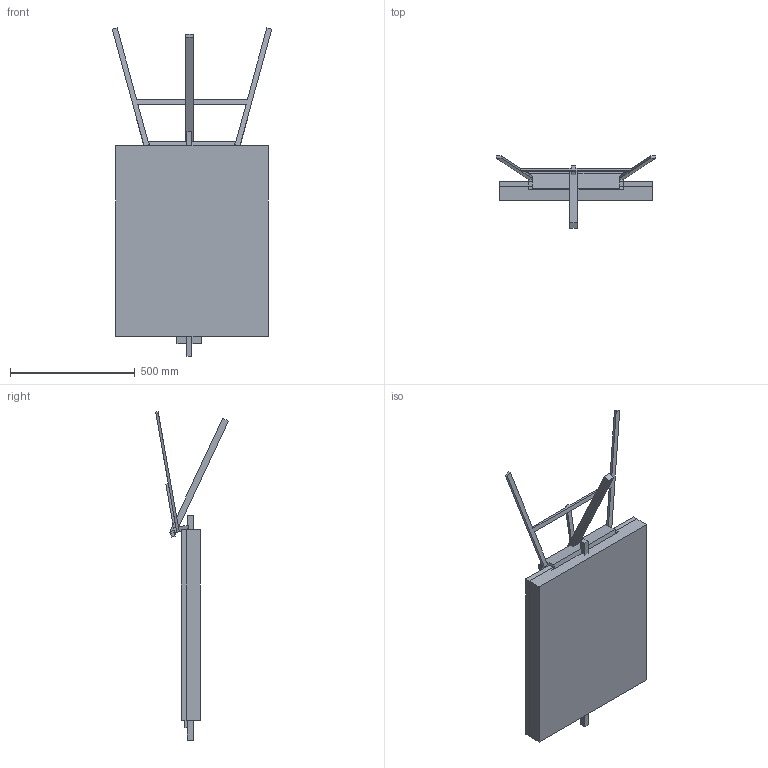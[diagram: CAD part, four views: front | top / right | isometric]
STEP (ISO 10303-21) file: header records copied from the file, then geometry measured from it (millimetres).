
FILE_DESCRIPTION(/* description */ (''),/* implementation_level */ '2;1');
FILE_NAME(/* name */ 'sonic_painting v5.step',/* time_stamp */ '2024-09-17T15:05:54-04:00',/* author */ (''),/* organization */ (''),/* preprocessor_version */ 'ST-DEVELOPER v20',/* originating_system */ 'Autodesk Translation Framework v13.14.0.145',/* authorisation */ '');
FILE_SCHEMA (('AUTOMOTIVE_DESIGN { 1 0 10303 214 3 1 1 }'));
Length unit declared in the file: millimetre
Products named in the file (4): sonic_painting; eisel_2; Frame+Painting; Frame
Assembly tree (3 placements, depth 2):
  sonic_painting
    eisel_2
    Frame+Painting
    Frame
Bounding box: 638.64 x 290.98 x 1316.2 mm (x, y, z)
Volume: 31523714.5 mm3; surface area: 1880073.7 mm2
Topology: 6 solids, 6 shells, 73 faces, 178 edges, 115 vertices
Faces by surface type: plane 73
Entity records: 2220 total; most frequent: CARTESIAN_POINT 373, ORIENTED_EDGE 356, DIRECTION 338, LINE 178, VECTOR 178, EDGE_CURVE 178, VERTEX_POINT 115, AXIS2_PLACEMENT_3D 80
